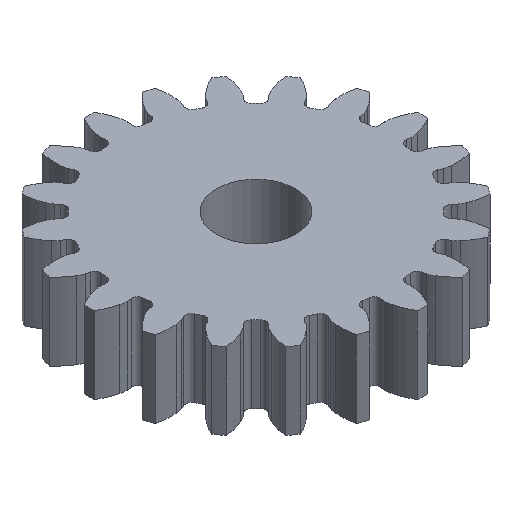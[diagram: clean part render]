
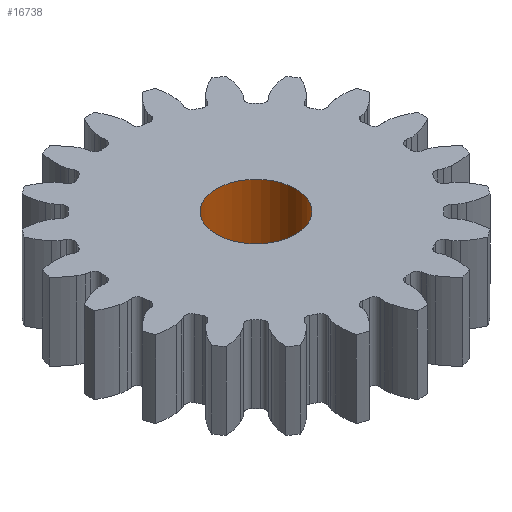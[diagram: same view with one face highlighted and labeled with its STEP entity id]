
A CAD part, isometric view. The second image highlights one B-rep face of the part: STEP entity #16738.
In plain terms, the highlighted cylindrical face has radius 6.522 mm (diameter 13.044 mm), a full revolution.
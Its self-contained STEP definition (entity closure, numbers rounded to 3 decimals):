
#72 = PLANE('',#73);
#73 = AXIS2_PLACEMENT_3D('',#74,#75,#76);
#74 = CARTESIAN_POINT('',(0.,0.,12.7));
#75 = DIRECTION('',(0.,0.,1.));
#76 = DIRECTION('',(1.,0.,0.));
#129 = PLANE('',#130);
#130 = AXIS2_PLACEMENT_3D('',#131,#132,#133);
#131 = CARTESIAN_POINT('',(0.,0.,0.));
#132 = DIRECTION('',(0.,0.,1.));
#133 = DIRECTION('',(1.,0.,0.));
#6449 = EDGE_CURVE('',#6450,#6450,#6452,.T.);
#6450 = VERTEX_POINT('',#6451);
#6451 = CARTESIAN_POINT('',(6.522,0.,0.));
#6452 = SURFACE_CURVE('',#6453,(#6458,#6469),.PCURVE_S1.);
#6453 = CIRCLE('',#6454,6.522);
#6454 = AXIS2_PLACEMENT_3D('',#6455,#6456,#6457);
#6455 = CARTESIAN_POINT('',(0.,0.,0.));
#6456 = DIRECTION('',(0.,0.,-1.));
#6457 = DIRECTION('',(1.,0.,0.));
#6458 = PCURVE('',#129,#6459);
#6459 = DEFINITIONAL_REPRESENTATION('',(#6460),#6468);
#6460 = ( BOUNDED_CURVE() B_SPLINE_CURVE(2,(#6461,#6462,#6463,#6464,
#6465,#6466,#6467),.UNSPECIFIED.,.F.,.F.) B_SPLINE_CURVE_WITH_KNOTS((1,2
    ,2,2,2,1),(-2.094,0.,2.094,4.189,
6.283,8.378),.UNSPECIFIED.) CURVE() 
GEOMETRIC_REPRESENTATION_ITEM() RATIONAL_B_SPLINE_CURVE((1.,0.5,1.,0.5,
1.,0.5,1.)) REPRESENTATION_ITEM('') );
#6461 = CARTESIAN_POINT('',(6.522,0.));
#6462 = CARTESIAN_POINT('',(6.522,-11.297));
#6463 = CARTESIAN_POINT('',(-3.261,-5.648));
#6464 = CARTESIAN_POINT('',(-13.044,0.));
#6465 = CARTESIAN_POINT('',(-3.261,5.648));
#6466 = CARTESIAN_POINT('',(6.522,11.297));
#6467 = CARTESIAN_POINT('',(6.522,0.));
#6468 = ( GEOMETRIC_REPRESENTATION_CONTEXT(2) 
PARAMETRIC_REPRESENTATION_CONTEXT() REPRESENTATION_CONTEXT('2D SPACE',''
  ) );
#6469 = PCURVE('',#6470,#6475);
#6470 = CYLINDRICAL_SURFACE('',#6471,6.522);
#6471 = AXIS2_PLACEMENT_3D('',#6472,#6473,#6474);
#6472 = CARTESIAN_POINT('',(0.,0.,0.));
#6473 = DIRECTION('',(0.,0.,-1.));
#6474 = DIRECTION('',(1.,0.,0.));
#6475 = DEFINITIONAL_REPRESENTATION('',(#6476),#6480);
#6476 = LINE('',#6477,#6478);
#6477 = CARTESIAN_POINT('',(0.,0.));
#6478 = VECTOR('',#6479,1.);
#6479 = DIRECTION('',(1.,0.));
#6480 = ( GEOMETRIC_REPRESENTATION_CONTEXT(2) 
PARAMETRIC_REPRESENTATION_CONTEXT() REPRESENTATION_CONTEXT('2D SPACE',''
  ) );
#11412 = EDGE_CURVE('',#11413,#11413,#11415,.T.);
#11413 = VERTEX_POINT('',#11414);
#11414 = CARTESIAN_POINT('',(6.522,0.,12.7));
#11415 = SURFACE_CURVE('',#11416,(#11421,#11432),.PCURVE_S1.);
#11416 = CIRCLE('',#11417,6.522);
#11417 = AXIS2_PLACEMENT_3D('',#11418,#11419,#11420);
#11418 = CARTESIAN_POINT('',(0.,0.,12.7));
#11419 = DIRECTION('',(0.,0.,-1.));
#11420 = DIRECTION('',(1.,0.,0.));
#11421 = PCURVE('',#72,#11422);
#11422 = DEFINITIONAL_REPRESENTATION('',(#11423),#11431);
#11423 = ( BOUNDED_CURVE() B_SPLINE_CURVE(2,(#11424,#11425,#11426,#11427
    ,#11428,#11429,#11430),.UNSPECIFIED.,.F.,.F.) 
B_SPLINE_CURVE_WITH_KNOTS((1,2,2,2,2,1),(-2.094,0.,
    2.094,4.189,6.283,8.378),
.UNSPECIFIED.) CURVE() GEOMETRIC_REPRESENTATION_ITEM() 
RATIONAL_B_SPLINE_CURVE((1.,0.5,1.,0.5,1.,0.5,1.)) REPRESENTATION_ITEM(
  '') );
#11424 = CARTESIAN_POINT('',(6.522,0.));
#11425 = CARTESIAN_POINT('',(6.522,-11.297));
#11426 = CARTESIAN_POINT('',(-3.261,-5.648));
#11427 = CARTESIAN_POINT('',(-13.044,0.));
#11428 = CARTESIAN_POINT('',(-3.261,5.648));
#11429 = CARTESIAN_POINT('',(6.522,11.297));
#11430 = CARTESIAN_POINT('',(6.522,0.));
#11431 = ( GEOMETRIC_REPRESENTATION_CONTEXT(2) 
PARAMETRIC_REPRESENTATION_CONTEXT() REPRESENTATION_CONTEXT('2D SPACE',''
  ) );
#11432 = PCURVE('',#6470,#11433);
#11433 = DEFINITIONAL_REPRESENTATION('',(#11434),#11438);
#11434 = LINE('',#11435,#11436);
#11435 = CARTESIAN_POINT('',(0.,-12.7));
#11436 = VECTOR('',#11437,1.);
#11437 = DIRECTION('',(1.,0.));
#11438 = ( GEOMETRIC_REPRESENTATION_CONTEXT(2) 
PARAMETRIC_REPRESENTATION_CONTEXT() REPRESENTATION_CONTEXT('2D SPACE',''
  ) );
#16738 = ADVANCED_FACE('',(#16739),#6470,.F.);
#16739 = FACE_BOUND('',#16740,.F.);
#16740 = EDGE_LOOP('',(#16741,#16742,#16763,#16764));
#16741 = ORIENTED_EDGE('',*,*,#6449,.F.);
#16742 = ORIENTED_EDGE('',*,*,#16743,.T.);
#16743 = EDGE_CURVE('',#6450,#11413,#16744,.T.);
#16744 = SEAM_CURVE('',#16745,(#16749,#16756),.PCURVE_S1.);
#16745 = LINE('',#16746,#16747);
#16746 = CARTESIAN_POINT('',(6.522,0.,0.));
#16747 = VECTOR('',#16748,1.);
#16748 = DIRECTION('',(0.,0.,1.));
#16749 = PCURVE('',#6470,#16750);
#16750 = DEFINITIONAL_REPRESENTATION('',(#16751),#16755);
#16751 = LINE('',#16752,#16753);
#16752 = CARTESIAN_POINT('',(6.283,0.));
#16753 = VECTOR('',#16754,1.);
#16754 = DIRECTION('',(0.,-1.));
#16755 = ( GEOMETRIC_REPRESENTATION_CONTEXT(2) 
PARAMETRIC_REPRESENTATION_CONTEXT() REPRESENTATION_CONTEXT('2D SPACE',''
  ) );
#16756 = PCURVE('',#6470,#16757);
#16757 = DEFINITIONAL_REPRESENTATION('',(#16758),#16762);
#16758 = LINE('',#16759,#16760);
#16759 = CARTESIAN_POINT('',(0.,0.));
#16760 = VECTOR('',#16761,1.);
#16761 = DIRECTION('',(0.,-1.));
#16762 = ( GEOMETRIC_REPRESENTATION_CONTEXT(2) 
PARAMETRIC_REPRESENTATION_CONTEXT() REPRESENTATION_CONTEXT('2D SPACE',''
  ) );
#16763 = ORIENTED_EDGE('',*,*,#11412,.T.);
#16764 = ORIENTED_EDGE('',*,*,#16743,.F.);
